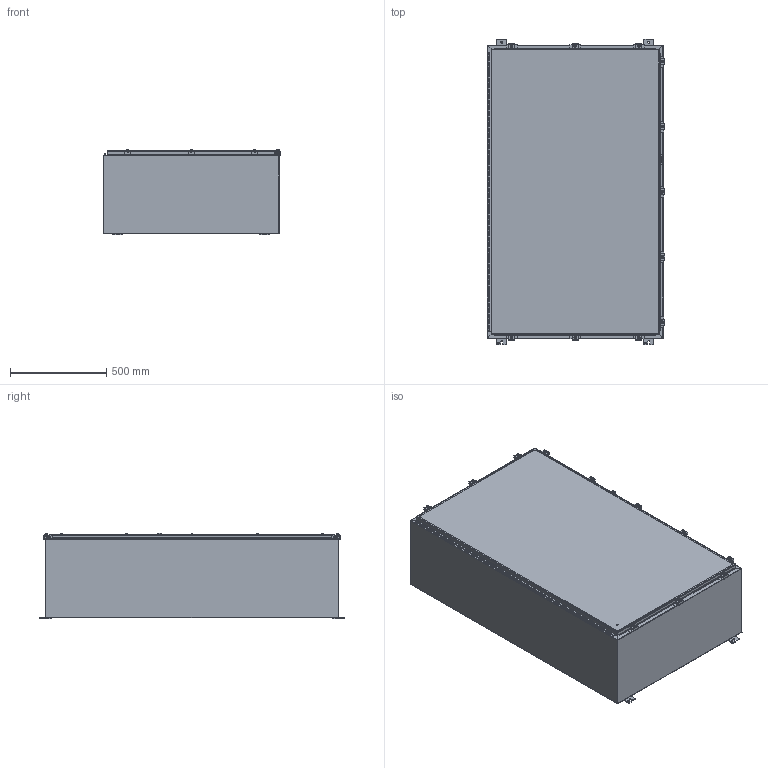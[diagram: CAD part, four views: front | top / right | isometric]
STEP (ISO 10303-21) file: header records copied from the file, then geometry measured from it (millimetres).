
FILE_DESCRIPTION (( 'STEP AP214' ), '1' );
FILE_NAME ('N4603616.STEP', '2016-02-04T14:02:44', ( '' ), ( '' ), 'SwSTEP 2.0', 'SolidWorks 2014', '' );
FILE_SCHEMA (( 'AUTOMOTIVE_DESIGN' ));
Length unit declared in the file: inch
Products named in the file (20): 34840_1; 3889_1; N4603616; 30823_1; 30824_1; HFW30825-4_1; HFW30825-3_1; HFW30825-2_1; 30824-1_1; 328116_1; 328116P_1; 328116L_1; 328116T_1; N46036LID_1; 3293_1; 38846_1; 58x34_1; N4603616BLR_1; N43616TB_1; 38413_1
Assembly tree (50 placements, depth 3):
  N4603616
    34840_1  x4
    38413_1
    N43616TB_1  x2
    N4603616BLR_1
    58x34_1
    38846_1
    3293_1
    N46036LID_1
    328116_1
      328116T_1
      328116L_1
      328116P_1
    30824_1  x11
      30824-1_1
      HFW30825-2_1
      HFW30825-3_1
      HFW30825-4_1
    30823_1  x11
    3889_1  x8
Bounding box: 922.29 x 1587.5 x 442.22 mm (x, y, z)
Volume: 10074765.3 mm3; surface area: 10545664 mm2
Topology: 78 solids, 78 shells, 3016 faces, 8004 edges, 5178 vertices
Faces by surface type: cylinder 1323, plane 1234, bspline 281, sphere 66, cone 64, torus 48
Entity records: 46269 total; most frequent: CARTESIAN_POINT 11716, DIRECTION 6592, ORIENTED_EDGE 6532, EDGE_CURVE 3266, AXIS2_PLACEMENT_3D 2278, VERTEX_POINT 2132, VECTOR 2036, LINE 2036
